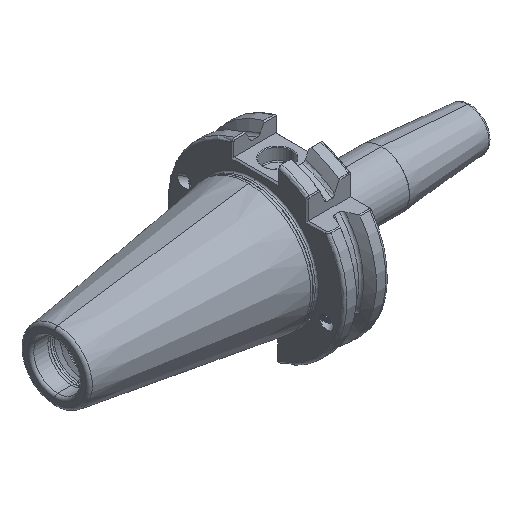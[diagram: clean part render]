
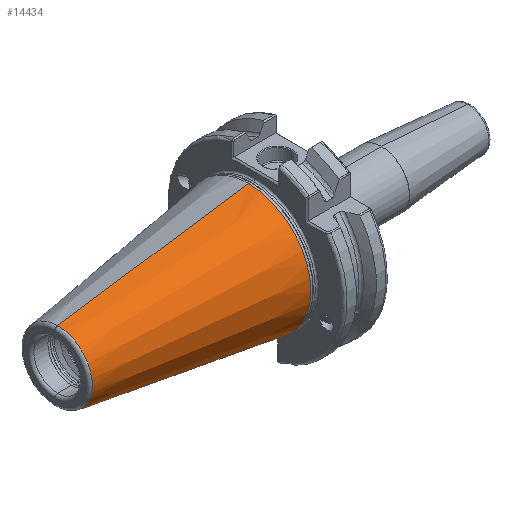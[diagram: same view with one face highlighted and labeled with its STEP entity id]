
A CAD part, isometric view. The second image highlights one B-rep face of the part: STEP entity #14434.
In plain terms, the highlighted conical face has half-angle 8.297 degrees and reference radius 22.692 mm.
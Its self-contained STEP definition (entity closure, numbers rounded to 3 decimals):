
#275 = DIRECTION ( 'NONE',  ( 0.99, 0., 0.144 ) ) ;
#284 = CARTESIAN_POINT ( 'NONE',  ( 0., 0., 22.692 ) ) ;
#648 = EDGE_LOOP ( 'NONE', ( #1433, #1423, #1439, #1464 ) ) ;
#1103 = CIRCLE ( 'NONE', #11091, 12.4 ) ;
#1177 = CIRCLE ( 'NONE', #11059, 22.327 ) ;
#1289 = LINE ( 'NONE', #284, #1297 ) ;
#1297 = VECTOR ( 'NONE', #275, 1000. ) ;
#1317 = LINE ( 'NONE', #1803, #1318 ) ;
#1318 = VECTOR ( 'NONE', #1804, 1000. ) ;
#1423 = ORIENTED_EDGE ( 'NONE', *, *, #11036, .T. ) ;
#1433 = ORIENTED_EDGE ( 'NONE', *, *, #11757, .F. ) ;
#1439 = ORIENTED_EDGE ( 'NONE', *, *, #11872, .T. ) ;
#1464 = ORIENTED_EDGE ( 'NONE', *, *, #11063, .F. ) ;
#1803 = CARTESIAN_POINT ( 'NONE',  ( 0., 0., -22.692 ) ) ;
#1804 = DIRECTION ( 'NONE',  ( 0.99, 0., -0.144 ) ) ;
#7138 = CARTESIAN_POINT ( 'NONE',  ( -2.5, 0., 22.327 ) ) ;
#7270 = CARTESIAN_POINT ( 'NONE',  ( -2.5, 0., -22.327 ) ) ;
#7315 = CARTESIAN_POINT ( 'NONE',  ( -70.573, 0., -12.4 ) ) ;
#7348 = CARTESIAN_POINT ( 'NONE',  ( -70.573, 0., 12.4 ) ) ;
#7419 = CARTESIAN_POINT ( 'NONE',  ( 0., 0., 0. ) ) ;
#7432 = DIRECTION ( 'NONE',  ( 1., 0., 0. ) ) ;
#7454 = DIRECTION ( 'NONE',  ( 0., 0., -1. ) ) ;
#10484 = FACE_OUTER_BOUND ( 'NONE', #648, .T. ) ;
#10512 = CONICAL_SURFACE ( 'NONE', #10963, 22.692, 0.145 ) ;
#10963 = AXIS2_PLACEMENT_3D ( 'NONE', #7419, #7432, #7454 ) ;
#11036 = EDGE_CURVE ( 'NONE', #14293, #14327, #1103, .T. ) ;
#11059 = AXIS2_PLACEMENT_3D ( 'NONE', #13259, #13246, #13260 ) ;
#11063 = EDGE_CURVE ( 'NONE', #14150, #14294, #1177, .T. ) ;
#11091 = AXIS2_PLACEMENT_3D ( 'NONE', #13905, #13889, #13910 ) ;
#11757 = EDGE_CURVE ( 'NONE', #14293, #14150, #1289, .T. ) ;
#11872 = EDGE_CURVE ( 'NONE', #14327, #14294, #1317, .T. ) ;
#13246 = DIRECTION ( 'NONE',  ( 1., 0., 0. ) ) ;
#13259 = CARTESIAN_POINT ( 'NONE',  ( -2.5, 0., 0. ) ) ;
#13260 = DIRECTION ( 'NONE',  ( 0., 0., -1. ) ) ;
#13889 = DIRECTION ( 'NONE',  ( 1., 0., 0. ) ) ;
#13905 = CARTESIAN_POINT ( 'NONE',  ( -70.573, 0., 0. ) ) ;
#13910 = DIRECTION ( 'NONE',  ( 0., 0., 1. ) ) ;
#14150 = VERTEX_POINT ( 'NONE', #7138 ) ;
#14293 = VERTEX_POINT ( 'NONE', #7348 ) ;
#14294 = VERTEX_POINT ( 'NONE', #7270 ) ;
#14327 = VERTEX_POINT ( 'NONE', #7315 ) ;
#14434 = ADVANCED_FACE ( 'NONE', ( #10484 ), #10512, .T. ) ;
